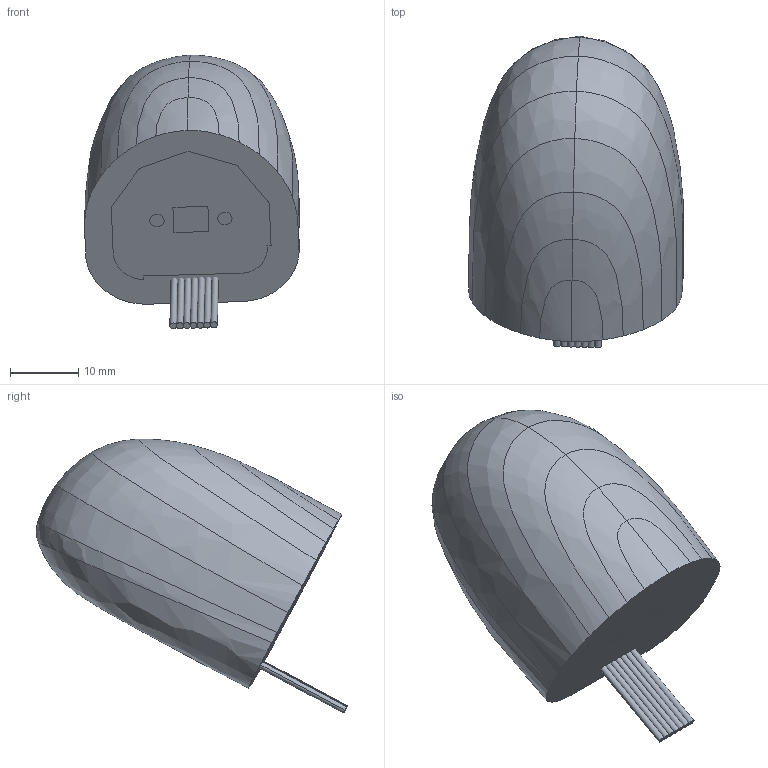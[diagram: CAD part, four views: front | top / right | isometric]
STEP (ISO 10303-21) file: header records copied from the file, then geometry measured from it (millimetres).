
FILE_DESCRIPTION(/* description */ (''),/* implementation_level */ '2;1');
FILE_NAME(/* name */ 'Assembly V1.4 - sensor loc.stp',/* time_stamp */ '2024-02-27T19:17:01+09:00',/* author */ ('kolin'),/* organization */ (''),/* preprocessor_version */ 'ST-DEVELOPER v19.2',/* originating_system */ 'Autodesk Inventor 2023',/* authorisation */ '');
FILE_SCHEMA (('AUTOMOTIVE_DESIGN { 1 0 10303 214 3 1 1 }'));
Products named in the file (4): Assembly V1.4 - sensor loc; PCB v1.0 - extruded-bended; Core v1.2; Outer Skin v1.3
Assembly tree (3 placements, depth 2):
  Assembly V1.4 - sensor loc
    PCB v1.0 - extruded-bended
    Core v1.2
    Outer Skin v1.3
Bounding box: 31.6 x 45.78 x 40.28 mm (x, y, z)
Volume: 36993.9 mm3; surface area: 14796.2 mm2
Topology: 7 solids, 7 shells, 1747 faces, 4587 edges, 2920 vertices
Faces by surface type: plane 1167, cylinder 387, bspline 187, sphere 6
Full cylindrical faces by diameter (mm): 1 x1, 2.1 x4
Entity records: 63802 total; most frequent: CARTESIAN_POINT 20927, ORIENTED_EDGE 9170, DIRECTION 8202, EDGE_CURVE 4585, LINE 3410, VECTOR 3410, VERTEX_POINT 2919, AXIS2_PLACEMENT_3D 2396
